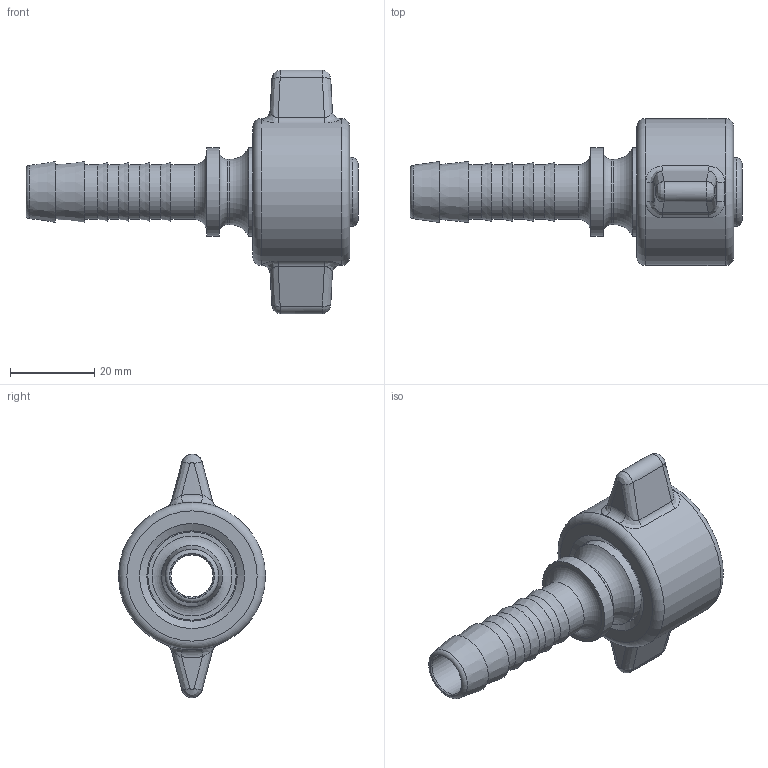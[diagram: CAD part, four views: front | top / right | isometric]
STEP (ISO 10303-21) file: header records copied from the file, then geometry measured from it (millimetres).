
FILE_DESCRIPTION(/* description */ (''),/* implementation_level */ '2;1');
FILE_NAME(/* name */ '34_13_s.stp',/* time_stamp */ '2020-04-09T12:36:55+02:00',/* author */ ('schnellinger'),/* organization */ (''),/* preprocessor_version */ 'ST-DEVELOPER v17',/* originating_system */ 'Autodesk Inventor 2018',/* authorisation */ '0 mm^3');
FILE_SCHEMA (('AUTOMOTIVE_DESIGN { 1 0 10303 214 3 1 1 }'));
Length unit declared in the file: millimetre
Products named in the file (1): LUE_00025714
Bounding box: 79 x 35 x 57.99 mm (x, y, z)
Volume: 22507 mm3; surface area: 13626.3 mm2
Topology: 2 solids, 2 shells, 88 faces, 222 edges, 151 vertices
Faces by surface type: cylinder 21, bspline 20, plane 19, cone 17, torus 11
Full cylindrical faces by diameter (mm): 10 x1, 12 x1, 13 x5, 15.5 x1, 21 x2, 21.5 x1, 24 x1, 24.117 x1, 28 x1, 35 x1
Entity records: 3444 total; most frequent: CARTESIAN_POINT 1158, DIRECTION 462, ORIENTED_EDGE 444, EDGE_CURVE 222, AXIS2_PLACEMENT_3D 211, VERTEX_POINT 151, CIRCLE 142, EDGE_LOOP 105
